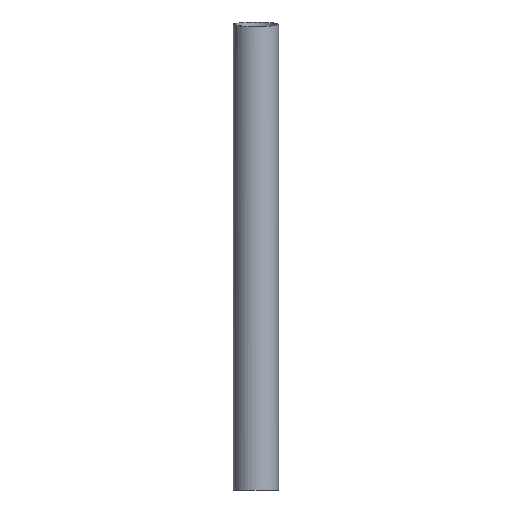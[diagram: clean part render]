
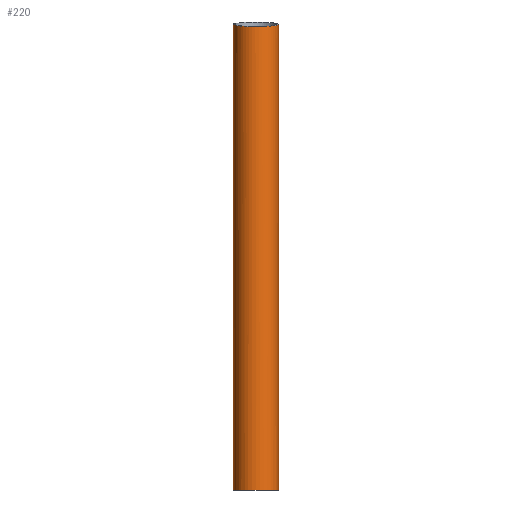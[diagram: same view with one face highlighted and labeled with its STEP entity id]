
A CAD part, front view. The second image highlights one B-rep face of the part: STEP entity #220.
In plain terms, the highlighted cylindrical face has radius 16 mm (diameter 32 mm), a partial arc.
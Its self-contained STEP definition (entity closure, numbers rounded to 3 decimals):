
#37=CARTESIAN_POINT('Control Point',(16.,0.,329.314)) ;
#38=CARTESIAN_POINT('Control Point',(16.,-1.569,329.149)) ;
#39=CARTESIAN_POINT('Control Point',(15.808,-3.138,328.984)) ;
#40=CARTESIAN_POINT('Control Point',(15.423,-4.677,328.822)) ;
#41=CARTESIAN_POINT('Control Point',(14.285,-7.623,328.514)) ;
#42=CARTESIAN_POINT('Control Point',(12.468,-10.211,328.245)) ;
#43=CARTESIAN_POINT('Control Point',(11.406,-11.385,328.123)) ;
#44=CARTESIAN_POINT('Control Point',(9.02,-13.446,327.911)) ;
#45=CARTESIAN_POINT('Control Point',(6.204,-14.873,327.767)) ;
#46=CARTESIAN_POINT('Control Point',(4.718,-15.409,327.714)) ;
#47=CARTESIAN_POINT('Control Point',(1.647,-16.107,327.647)) ;
#48=CARTESIAN_POINT('Control Point',(-1.503,-16.045,327.661)) ;
#49=CARTESIAN_POINT('Control Point',(-3.064,-15.821,327.688)) ;
#50=CARTESIAN_POINT('Control Point',(-6.105,-14.996,327.783)) ;
#51=CARTESIAN_POINT('Control Point',(-8.856,-13.464,327.951)) ;
#52=CARTESIAN_POINT('Control Point',(-10.131,-12.532,328.052)) ;
#53=CARTESIAN_POINT('Control Point',(-12.433,-10.373,328.285)) ;
#54=CARTESIAN_POINT('Control Point',(-14.144,-7.725,328.569)) ;
#55=CARTESIAN_POINT('Control Point',(-14.833,-6.3,328.721)) ;
#56=CARTESIAN_POINT('Control Point',(-15.555,-4.177,328.946)) ;
#57=CARTESIAN_POINT('Control Point',(-15.898,-1.975,329.18)) ;
#58=CARTESIAN_POINT('Control Point',(-15.966,-1.318,329.249)) ;
#59=CARTESIAN_POINT('Control Point',(-16.,-0.659,329.319)) ;
#60=CARTESIAN_POINT('Control Point',(-16.,0.,329.388)) ;
#61=CARTESIAN_POINT('Vertex',(16.,0.,329.314)) ;
#63=CARTESIAN_POINT('Vertex',(-16.,0.,329.388)) ;
#162=CARTESIAN_POINT('Axis2P3D Location',(0.,0.,0.)) ;
#166=CARTESIAN_POINT('Vertex',(16.,0.,0.)) ;
#168=CARTESIAN_POINT('Vertex',(-16.,0.,0.)) ;
#199=CARTESIAN_POINT('Axis2P3D Location',(0.,0.,166.)) ;
#204=CARTESIAN_POINT('Line Origine',(-16.,0.,166.)) ;
#209=CARTESIAN_POINT('Line Origine',(16.,0.,166.)) ;
#206=VECTOR('Line Direction',#205,1.) ;
#211=VECTOR('Line Direction',#210,1.) ;
#163=DIRECTION('Axis2P3D Direction',(0.,0.,-1.)) ;
#200=DIRECTION('Axis2P3D Direction',(0.,0.,-1.)) ;
#201=DIRECTION('Axis2P3D XDirection',(1.,0.,0.)) ;
#205=DIRECTION('Vector Direction',(0.,0.,-1.)) ;
#210=DIRECTION('Vector Direction',(0.,0.,-1.)) ;
#164=AXIS2_PLACEMENT_3D('Circle Axis2P3D',#162,#163,$) ;
#202=AXIS2_PLACEMENT_3D('Cylinder Axis2P3D',#199,#200,#201) ;
#207=LINE('Line',#204,#206) ;
#212=LINE('Line',#209,#211) ;
#165=CIRCLE('generated circle',#164,16.) ;
#203=CYLINDRICAL_SURFACE('generated cylinder',#202,16.) ;
#65=EDGE_CURVE('',#62,#64,#36,.T.) ;
#170=EDGE_CURVE('',#167,#169,#165,.T.) ;
#208=EDGE_CURVE('',#169,#64,#207,.F.) ;
#213=EDGE_CURVE('',#167,#62,#212,.F.) ;
#215=ORIENTED_EDGE('',*,*,#65,.T.) ;
#216=ORIENTED_EDGE('',*,*,#208,.F.) ;
#217=ORIENTED_EDGE('',*,*,#170,.F.) ;
#218=ORIENTED_EDGE('',*,*,#213,.T.) ;
#214=EDGE_LOOP('',(#215,#216,#217,#218)) ;
#62=VERTEX_POINT('',#61) ;
#64=VERTEX_POINT('',#63) ;
#167=VERTEX_POINT('',#166) ;
#169=VERTEX_POINT('',#168) ;
#220=ADVANCED_FACE('PartBody',(#219),#203,.T.) ;
#36=B_SPLINE_CURVE_WITH_KNOTS('',5,(#37,#38,#39,#40,#41,#42,#43,#44,#45,#46,#47,#48,#49,#50,#51,#52,#53,#54,#55,#56,#57,#58,#59,#60),.UNSPECIFIED.,.F.,.U.,(6,3,3,3,3,3,3,6),(0.,11.157,22.274,33.337,44.383,55.462,66.596,71.283),.UNSPECIFIED.) ;
#219=FACE_OUTER_BOUND('',#214,.T.) ;
